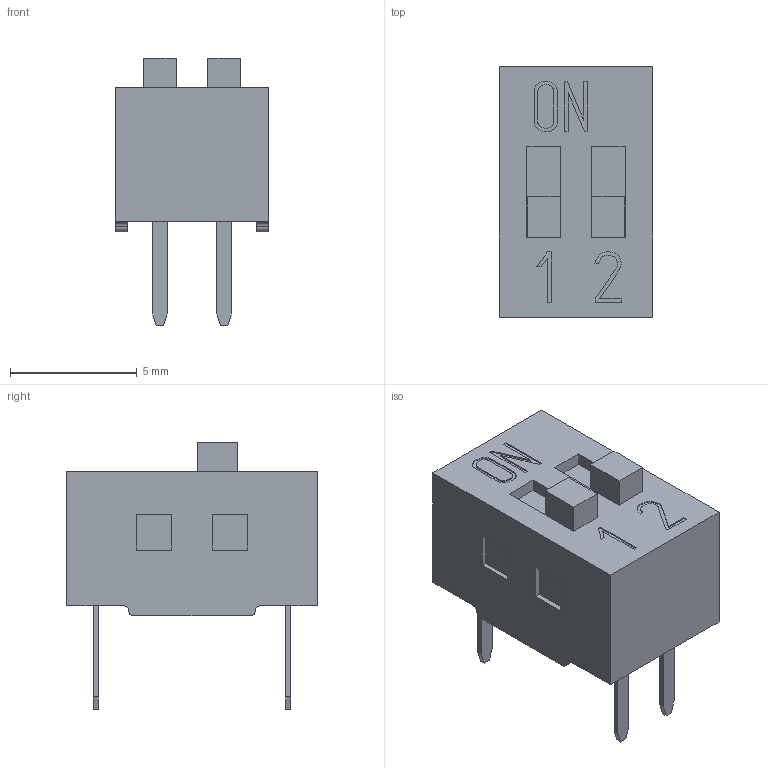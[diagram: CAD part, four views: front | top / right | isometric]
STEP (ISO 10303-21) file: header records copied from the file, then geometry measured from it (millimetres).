
FILE_DESCRIPTION(/* description */ ('Unknown'),/* implementation_level */ '2;1');
FILE_NAME(/* name */ '418117270902',/* time_stamp */ '2018-08-14T07:41:29+02:00',/* author */ ('Unknown'),/* organization */ ('Unknown'),/* preprocessor_version */ 'ST-DEVELOPER v16.7',/* originating_system */ 'DEX',/* authorisation */ $);
FILE_SCHEMA (('AUTOMOTIVE_DESIGN {1 0 10303 214 3 1 1}'));
Length unit declared in the file: millimetre
Products named in the file (4): 418117270902; Base_switch; clip; base
Assembly tree (4 placements, depth 2):
  418117270902
    Base_switch
    clip  x2
    base
Bounding box: 6.08 x 9.9 x 10.55 mm (x, y, z)
Volume: 229.8 mm3; surface area: 782.6 mm2
Topology: 4 solids, 4 shells, 154 faces, 393 edges, 262 vertices
Faces by surface type: plane 139, cylinder 10, bspline 5
Entity records: 5261 total; most frequent: CARTESIAN_POINT 1090, ORIENTED_EDGE 698, DIRECTION 587, EDGE_CURVE 349, LINE 277, VECTOR 277, VERTEX_POINT 234, EDGE_LOOP 157
